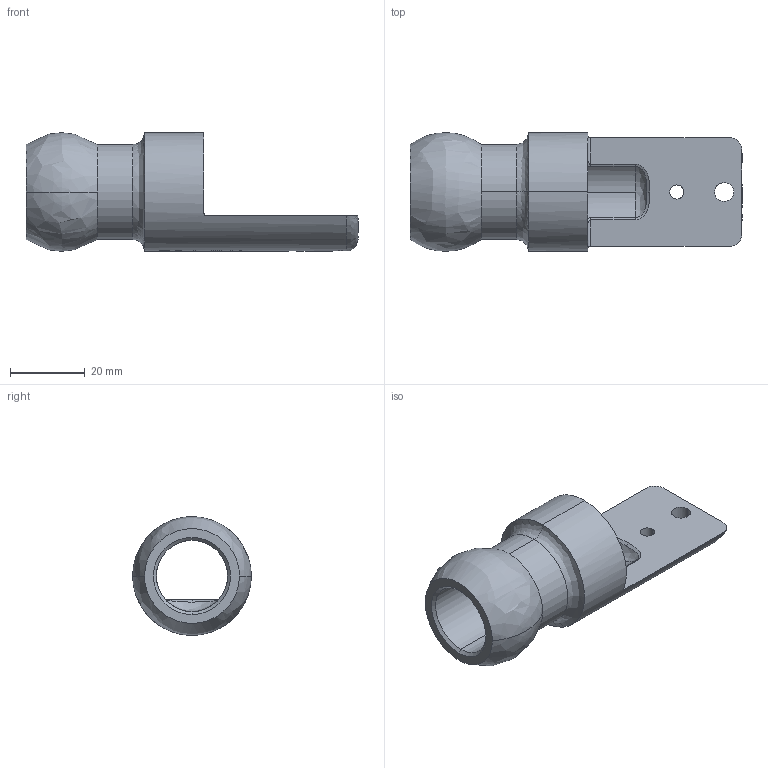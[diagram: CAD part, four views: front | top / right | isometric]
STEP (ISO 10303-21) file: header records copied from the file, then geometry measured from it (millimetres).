
FILE_DESCRIPTION (( 'STEP AP214' ), '1' );
FILE_NAME ('AFSB-SBH.STEP', '2023-12-13T17:17:46', ( '' ), ( '' ), 'SwSTEP 2.0', 'SolidWorks 2023', '' );
FILE_SCHEMA (( 'AUTOMOTIVE_DESIGN' ));
Length unit declared in the file: inch
Products named in the file (1): AFSB-SBH
Bounding box: 88.9 x 31.75 x 31.75 mm (x, y, z)
Volume: 26252.1 mm3; surface area: 11138 mm2
Topology: 1 solids, 1 shells, 115 faces, 1177 edges, 1110 vertices
Faces by surface type: cylinder 96, bspline 10, plane 6, cone 3
Entity records: 13999 total; most frequent: CARTESIAN_POINT 6030, ORIENTED_EDGE 2346, EDGE_CURVE 1173, VERTEX_POINT 1110, DIRECTION 953, B_SPLINE_CURVE_WITH_KNOTS 660, AXIS2_PLACEMENT_3D 335, VECTOR 283
